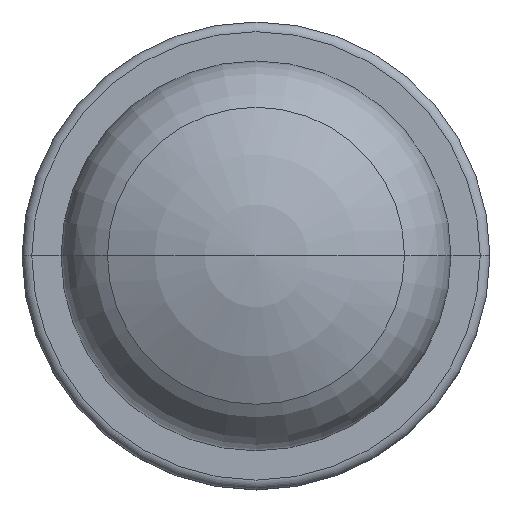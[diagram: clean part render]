
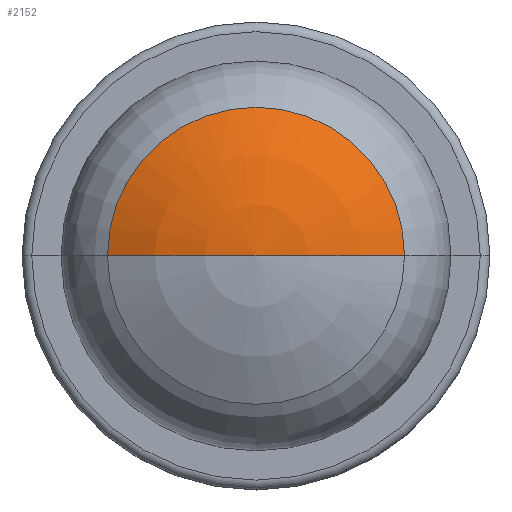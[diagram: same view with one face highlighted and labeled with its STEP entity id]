
A CAD part, top view. The second image highlights one B-rep face of the part: STEP entity #2152.
In plain terms, the highlighted toroidal (fillet/blend) face has major radius 0 mm and minor radius 158 mm.
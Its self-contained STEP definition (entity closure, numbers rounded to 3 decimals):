
#104 = DIRECTION ( 'NONE',  ( 0., 0., -1. ) ) ;
#239 = TOROIDAL_SURFACE ( 'NONE', #2072, 0., 158. ) ;
#385 = DIRECTION ( 'NONE',  ( 0., 1., 0. ) ) ;
#457 = VERTEX_POINT ( 'NONE', #2423 ) ;
#579 = CARTESIAN_POINT ( 'NONE',  ( 0., 0., 247.687 ) ) ;
#667 = EDGE_LOOP ( 'NONE', ( #2521, #1406, #779 ) ) ;
#728 = FACE_OUTER_BOUND ( 'NONE', #667, .T. ) ;
#779 = ORIENTED_EDGE ( 'NONE', *, *, #1960, .F. ) ;
#986 = EDGE_CURVE ( 'NONE', #2227, #457, #1366, .T. ) ;
#1177 = VERTEX_POINT ( 'NONE', #2154 ) ;
#1262 = DIRECTION ( 'NONE',  ( 0., 0., -1. ) ) ;
#1366 = CIRCLE ( 'NONE', #2326, 158. ) ;
#1406 = ORIENTED_EDGE ( 'NONE', *, *, #986, .T. ) ;
#1451 = CARTESIAN_POINT ( 'NONE',  ( 0., 0., 386.11 ) ) ;
#1588 = CARTESIAN_POINT ( 'NONE',  ( 0., 0., 247.687 ) ) ;
#1679 = CIRCLE ( 'NONE', #2071, 76.179 ) ;
#1725 = AXIS2_PLACEMENT_3D ( 'NONE', #1765, #2610, #2027 ) ;
#1765 = CARTESIAN_POINT ( 'NONE',  ( 0., 0., 247.687 ) ) ;
#1810 = DIRECTION ( 'NONE',  ( -1., 0., 0. ) ) ;
#1956 = CARTESIAN_POINT ( 'NONE',  ( 0., 0., 405.687 ) ) ;
#1960 = EDGE_CURVE ( 'NONE', #1177, #457, #1679, .T. ) ;
#2027 = DIRECTION ( 'NONE',  ( 0., 0., -1. ) ) ;
#2047 = DIRECTION ( 'NONE',  ( -1., 0., 0. ) ) ;
#2071 = AXIS2_PLACEMENT_3D ( 'NONE', #1451, #1262, #2094 ) ;
#2072 = AXIS2_PLACEMENT_3D ( 'NONE', #1588, #104, #1810 ) ;
#2094 = DIRECTION ( 'NONE',  ( -1., 0., 0. ) ) ;
#2152 = ADVANCED_FACE ( 'NONE', ( #728 ), #239, .T. ) ;
#2154 = CARTESIAN_POINT ( 'NONE',  ( -76.179, 0., 386.11 ) ) ;
#2227 = VERTEX_POINT ( 'NONE', #1956 ) ;
#2248 = CIRCLE ( 'NONE', #1725, 158. ) ;
#2254 = EDGE_CURVE ( 'NONE', #2227, #1177, #2248, .T. ) ;
#2326 = AXIS2_PLACEMENT_3D ( 'NONE', #579, #385, #2047 ) ;
#2423 = CARTESIAN_POINT ( 'NONE',  ( 76.179, 0., 386.11 ) ) ;
#2521 = ORIENTED_EDGE ( 'NONE', *, *, #2254, .F. ) ;
#2610 = DIRECTION ( 'NONE',  ( 0., -1., 0. ) ) ;
